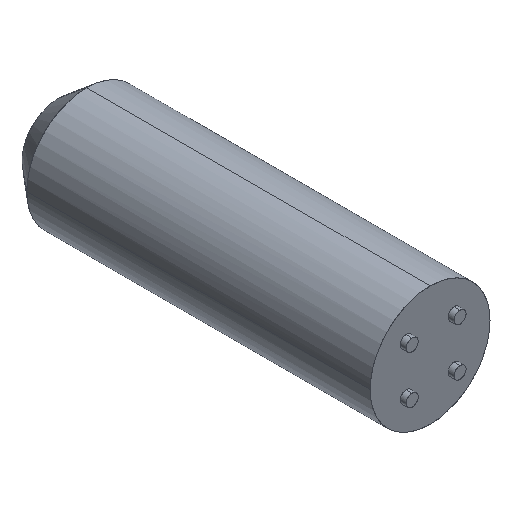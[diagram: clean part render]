
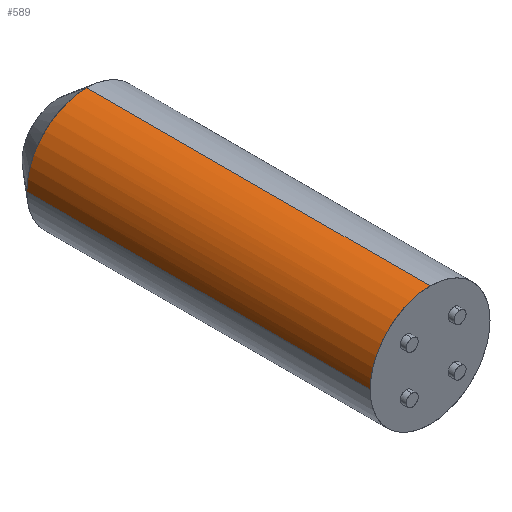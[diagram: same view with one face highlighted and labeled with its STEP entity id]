
A CAD part, isometric view. The second image highlights one B-rep face of the part: STEP entity #589.
In plain terms, the highlighted free-form (B-spline) face has degree [2, 1] with [3, 2] control points.
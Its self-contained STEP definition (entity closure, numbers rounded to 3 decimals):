
#550=(
BOUNDED_SURFACE()
B_SPLINE_SURFACE(2,1,((#551,#552),(#553,#554),(#555,#556)),.UNSPECIFIED.,.F.,.F.,.F.)
B_SPLINE_SURFACE_WITH_KNOTS((3,3),(2,2),(0.000,1.000),(0.000,1.000),.UNSPECIFIED.)
GEOMETRIC_REPRESENTATION_ITEM()
RATIONAL_B_SPLINE_SURFACE(((1.,1.),(0.707,0.707),(1.,1.)))
REPRESENTATION_ITEM('')
SURFACE()
);
#551=CARTESIAN_POINT('',(-7.5,0.,0.));
#552=CARTESIAN_POINT('',(-7.5,43.,0.));
#553=CARTESIAN_POINT('',(-7.5,0.,7.5));
#554=CARTESIAN_POINT('',(-7.5,43.,7.5));
#555=CARTESIAN_POINT('',(0.,0.,7.5));
#556=CARTESIAN_POINT('',(0.,43.,7.5));
#557=CARTESIAN_POINT('',(-7.5,43.,0.));
#558=VERTEX_POINT('',#557);
#559=(
BOUNDED_CURVE()
B_SPLINE_CURVE(2,(#560,#561,#562),.UNSPECIFIED.,.F.,.F.)
B_SPLINE_CURVE_WITH_KNOTS((3,3),(0.000,1.000),.UNSPECIFIED.)
CURVE()
GEOMETRIC_REPRESENTATION_ITEM()
RATIONAL_B_SPLINE_CURVE((1.,0.707,1.))
REPRESENTATION_ITEM('')
);
#560=CARTESIAN_POINT('',(-7.5,43.,0.));
#561=CARTESIAN_POINT('',(-7.5,43.,7.5));
#562=CARTESIAN_POINT('',(0.,43.,7.5));
#563=CARTESIAN_POINT('',(0.,43.,7.5));
#564=VERTEX_POINT('',#563);
#565=EDGE_CURVE('',#558,#564,#559,.T.);
#566=ORIENTED_EDGE('',*,*,#565,.T.);
#567=(
BOUNDED_CURVE()
B_SPLINE_CURVE(1,(#568,#569),.UNSPECIFIED.,.F.,.F.)
B_SPLINE_CURVE_WITH_KNOTS((2,2),(0.000,1.000),.UNSPECIFIED.)
CURVE()
GEOMETRIC_REPRESENTATION_ITEM()
RATIONAL_B_SPLINE_CURVE((1.,1.))
REPRESENTATION_ITEM('')
);
#568=CARTESIAN_POINT('',(0.,43.,7.5));
#569=CARTESIAN_POINT('',(0.,0.,7.5));
#570=CARTESIAN_POINT('',(0.,0.,7.5));
#571=VERTEX_POINT('',#570);
#572=EDGE_CURVE('',#564,#571,#567,.T.);
#573=ORIENTED_EDGE('',*,*,#572,.T.);
#574=(
BOUNDED_CURVE()
B_SPLINE_CURVE(2,(#575,#576,#577),.UNSPECIFIED.,.F.,.F.)
B_SPLINE_CURVE_WITH_KNOTS((3,3),(0.000,1.000),.UNSPECIFIED.)
CURVE()
GEOMETRIC_REPRESENTATION_ITEM()
RATIONAL_B_SPLINE_CURVE((1.,0.707,1.))
REPRESENTATION_ITEM('')
);
#575=CARTESIAN_POINT('',(0.,0.,7.5));
#576=CARTESIAN_POINT('',(-7.5,0.,7.5));
#577=CARTESIAN_POINT('',(-7.5,0.,0.));
#578=CARTESIAN_POINT('',(-7.5,0.,0.));
#579=VERTEX_POINT('',#578);
#580=EDGE_CURVE('',#571,#579,#574,.T.);
#581=ORIENTED_EDGE('',*,*,#580,.T.);
#582=(
BOUNDED_CURVE()
B_SPLINE_CURVE(1,(#583,#584),.UNSPECIFIED.,.F.,.F.)
B_SPLINE_CURVE_WITH_KNOTS((2,2),(0.000,1.000),.UNSPECIFIED.)
CURVE()
GEOMETRIC_REPRESENTATION_ITEM()
RATIONAL_B_SPLINE_CURVE((1.,1.))
REPRESENTATION_ITEM('')
);
#583=CARTESIAN_POINT('',(-7.5,0.,0.));
#584=CARTESIAN_POINT('',(-7.5,43.,0.));
#585=EDGE_CURVE('',#579,#558,#582,.T.);
#586=ORIENTED_EDGE('',*,*,#585,.T.);
#587=EDGE_LOOP('',(#566,#573,#581,#586));
#588=FACE_OUTER_BOUND('',#587,.T.);
#589=ADVANCED_FACE('',(#588),#550,.T.);
